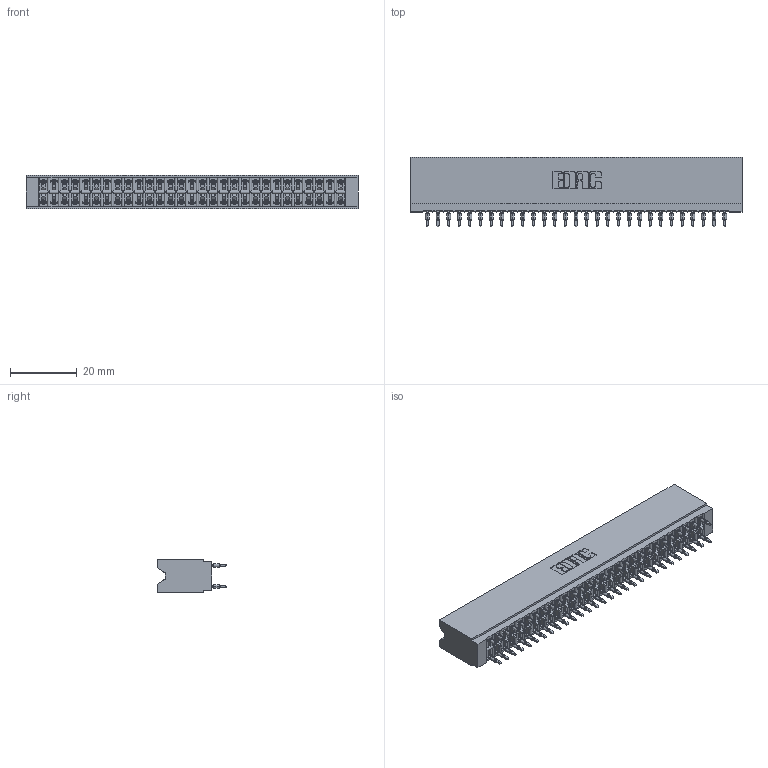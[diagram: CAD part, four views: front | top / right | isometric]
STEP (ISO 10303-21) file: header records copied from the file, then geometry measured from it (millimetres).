
FILE_DESCRIPTION (( 'STEP AP203' ), '1' );
FILE_NAME ('746-058-560-206.STEP', '2026-02-27T20:15:57', ( '' ), ( '' ), 'SwSTEP 2.0', 'SolidWorks 2023', '' );
FILE_SCHEMA (( 'CONFIG_CONTROL_DESIGN' ));
Length unit declared in the file: millimetre
Products named in the file (3): 746 Part_.515 Slot Depth - 06; 746-292-001_560; 746-058-560-206
Assembly tree (59 placements, depth 2):
  746-058-560-206
    746 Part_.515 Slot Depth - 06
    746-292-001_560  x58
Bounding box: 99.31 x 20.82 x 9.91 mm (x, y, z)
Volume: 10907.1 mm3; surface area: 18217.2 mm2
Topology: 59 solids, 59 shells, 5579 faces, 15519 edges, 9948 vertices
Faces by surface type: plane 2782, cylinder 1289, bspline 1160, torus 348
Entity records: 46794 total; most frequent: CARTESIAN_POINT 9412, ORIENTED_EDGE 8010, DIRECTION 6717, EDGE_CURVE 4005, LINE 3523, VECTOR 3523, VERTEX_POINT 2652, AXIS2_PLACEMENT_3D 1597
